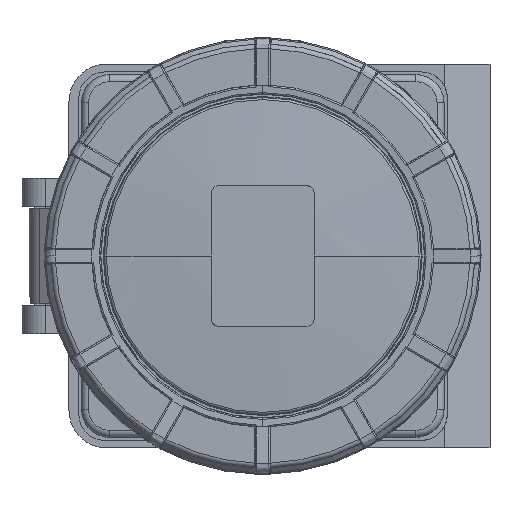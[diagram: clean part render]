
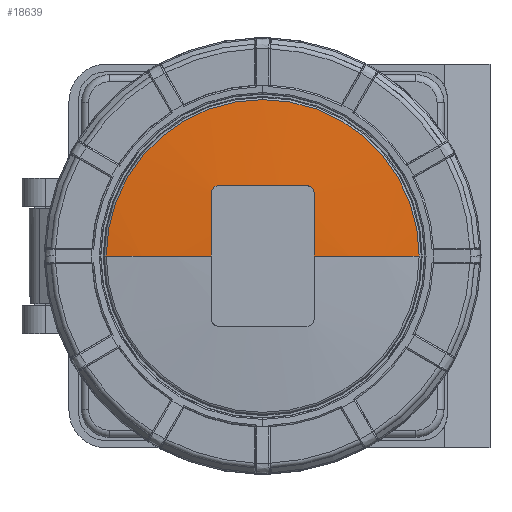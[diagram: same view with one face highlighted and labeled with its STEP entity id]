
A CAD part, front view. The second image highlights one B-rep face of the part: STEP entity #18639.
In plain terms, the highlighted spherical face has radius 332.611 mm.
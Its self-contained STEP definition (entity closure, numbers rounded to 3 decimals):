
#12506=CARTESIAN_POINT('',(0.,-11.638,0.));
#12507=DIRECTION('',(0.,1.,0.));
#12508=DIRECTION('',(-1.,0.,0.));
#12509=AXIS2_PLACEMENT_3D('',#12506,#12507,#12508);
#12511=CARTESIAN_POINT('',(0.,-11.638,0.));
#12512=DIRECTION('',(0.,1.,0.));
#12513=DIRECTION('',(0.,0.,1.));
#12514=AXIS2_PLACEMENT_3D('',#12511,#12512,#12513);
#12516=CARTESIAN_POINT('',(0.,319.311,0.));
#12517=DIRECTION('',(0.,0.,-1.));
#12518=DIRECTION('',(0.1,-0.995,0.));
#12519=AXIS2_PLACEMENT_3D('',#12516,#12517,#12518);
#12521=CARTESIAN_POINT('',(0.,319.311,0.));
#12522=DIRECTION('',(0.,0.,1.));
#12523=DIRECTION('',(-0.1,-0.995,0.));
#12524=AXIS2_PLACEMENT_3D('',#12521,#12522,#12523);
#12531=CARTESIAN_POINT('',(-10.9,319.311,0.));
#12532=DIRECTION('',(-1.,0.,0.));
#12533=DIRECTION('',(0.,-1.,0.));
#12534=AXIS2_PLACEMENT_3D('',#12531,#12532,#12533);
#12544=CARTESIAN_POINT('',(-9.4,-12.833,14.9));
#12545=CARTESIAN_POINT('',(-9.53,-12.829,14.9));
#12546=CARTESIAN_POINT('',(-9.791,-12.823,
14.866));
#12547=CARTESIAN_POINT('',(-10.16,-12.819,
14.713));
#12548=CARTESIAN_POINT('',(-10.462,-12.82,
14.482));
#12549=CARTESIAN_POINT('',(-10.707,-12.825,
14.173));
#12550=CARTESIAN_POINT('',(-10.866,-12.836,
13.796));
#12551=CARTESIAN_POINT('',(-10.9,-12.846,13.532));
#12552=CARTESIAN_POINT('',(-10.9,-12.851,13.4));
#12554=CARTESIAN_POINT('',(0.,319.311,14.9));
#12555=DIRECTION('',(0.,0.,1.));
#12556=DIRECTION('',(-0.028,-1.,0.));
#12557=AXIS2_PLACEMENT_3D('',#12554,#12555,#12556);
#12567=CARTESIAN_POINT('',(10.9,-12.851,13.4));
#12568=CARTESIAN_POINT('',(10.9,-12.846,13.531));
#12569=CARTESIAN_POINT('',(10.866,-12.836,
13.795));
#12570=CARTESIAN_POINT('',(10.707,-12.825,
14.172));
#12571=CARTESIAN_POINT('',(10.463,-12.82,
14.481));
#12572=CARTESIAN_POINT('',(10.16,-12.819,
14.712));
#12573=CARTESIAN_POINT('',(9.791,-12.823,
14.866));
#12574=CARTESIAN_POINT('',(9.531,-12.829,14.9));
#12575=CARTESIAN_POINT('',(9.4,-12.833,14.9));
#12590=CARTESIAN_POINT('',(10.9,319.311,0.));
#12591=DIRECTION('',(1.,0.,0.));
#12592=DIRECTION('',(0.,-0.999,0.04));
#12593=AXIS2_PLACEMENT_3D('',#12590,#12591,#12592);
#18298=CARTESIAN_POINT('',(-9.4,-12.833,14.9));
#18299=CARTESIAN_POINT('',(9.4,-12.833,14.9));
#18300=VERTEX_POINT('',#18298);
#18301=VERTEX_POINT('',#18299);
#18303=CARTESIAN_POINT('',(-10.9,-13.121,0.));
#18305=VERTEX_POINT('',#18303);
#18306=CARTESIAN_POINT('',(-10.9,-12.851,13.4));
#18307=VERTEX_POINT('',#18306);
#18312=CARTESIAN_POINT('',(10.9,-13.121,0.));
#18314=VERTEX_POINT('',#18312);
#18316=CARTESIAN_POINT('',(10.9,-12.851,13.4));
#18317=VERTEX_POINT('',#18316);
#18324=CARTESIAN_POINT('',(-33.209,-11.638,0.));
#18325=CARTESIAN_POINT('',(0.,-11.638,33.209));
#18326=VERTEX_POINT('',#18324);
#18327=VERTEX_POINT('',#18325);
#18328=CARTESIAN_POINT('',(33.209,-11.638,0.));
#18329=VERTEX_POINT('',#18328);
#18616=CARTESIAN_POINT('',(0.,319.311,0.));
#18617=DIRECTION('',(0.,-1.,0.));
#18618=DIRECTION('',(1.,0.,0.));
#18619=AXIS2_PLACEMENT_3D('',#18616,#18617,#18618);
#18620=SPHERICAL_SURFACE('',#18619,332.611);
#18621=ORIENTED_EDGE('',*,*,#18610,.T.);
#18622=ORIENTED_EDGE('',*,*,#18582,.T.);
#18624=ORIENTED_EDGE('',*,*,#18623,.T.);
#18626=ORIENTED_EDGE('',*,*,#18625,.F.);
#18628=ORIENTED_EDGE('',*,*,#18627,.T.);
#18630=ORIENTED_EDGE('',*,*,#18629,.F.);
#18632=ORIENTED_EDGE('',*,*,#18631,.T.);
#18634=ORIENTED_EDGE('',*,*,#18633,.F.);
#18636=ORIENTED_EDGE('',*,*,#18635,.F.);
#18637=EDGE_LOOP('',(#18621,#18622,#18624,#18626,#18628,#18630,#18632,#18634,
#18636));
#18638=FACE_OUTER_BOUND('',#18637,.F.);
#12510=CIRCLE('',#12509,33.209);
#12515=CIRCLE('',#12514,33.209);
#12520=CIRCLE('',#12519,332.611);
#12525=CIRCLE('',#12524,332.611);
#12535=CIRCLE('',#12534,332.432);
#12553=B_SPLINE_CURVE_WITH_KNOTS('',3,(#12544,#12545,#12546,#12547,#12548,
#12549,#12550,#12551,#12552),.UNSPECIFIED.,.F.,.F.,(4,1,1,1,1,1,4),(0.,
0.167,0.333,0.5,0.667,0.833,
1.),.UNSPECIFIED.);
#12558=CIRCLE('',#12557,332.277);
#12576=B_SPLINE_CURVE_WITH_KNOTS('',3,(#12567,#12568,#12569,#12570,#12571,
#12572,#12573,#12574,#12575),.UNSPECIFIED.,.F.,.F.,(4,1,1,1,1,1,4),(0.,
0.167,0.333,0.5,0.667,0.833,
1.),.UNSPECIFIED.);
#12594=CIRCLE('',#12593,332.432);
#18582=EDGE_CURVE('',#18327,#18329,#12515,.T.);
#18610=EDGE_CURVE('',#18326,#18327,#12510,.T.);
#18623=EDGE_CURVE('',#18329,#18314,#12520,.T.);
#18625=EDGE_CURVE('',#18317,#18314,#12594,.T.);
#18627=EDGE_CURVE('',#18317,#18301,#12576,.T.);
#18629=EDGE_CURVE('',#18300,#18301,#12558,.T.);
#18631=EDGE_CURVE('',#18300,#18307,#12553,.T.);
#18633=EDGE_CURVE('',#18305,#18307,#12535,.T.);
#18635=EDGE_CURVE('',#18326,#18305,#12525,.T.);
#18639=ADVANCED_FACE('',(#18638),#18620,.T.);
